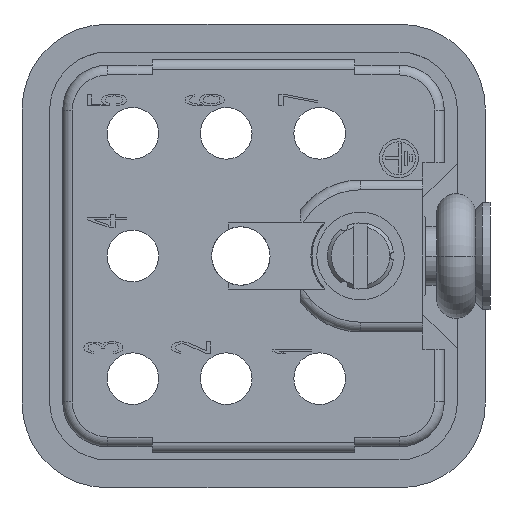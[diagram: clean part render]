
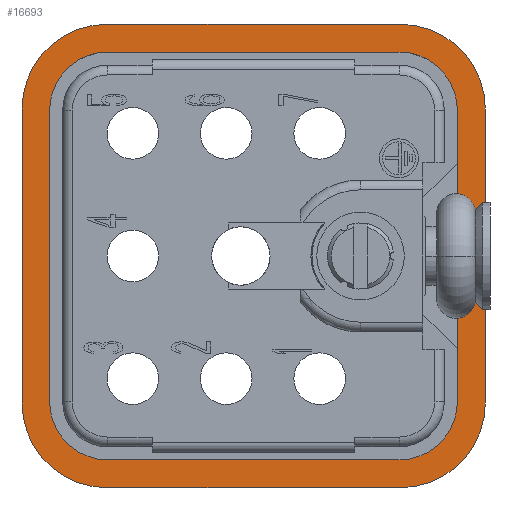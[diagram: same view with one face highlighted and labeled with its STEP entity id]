
A CAD part, front view. The second image highlights one B-rep face of the part: STEP entity #16693.
In plain terms, the highlighted planar face has unit normal (0, -1, 0).
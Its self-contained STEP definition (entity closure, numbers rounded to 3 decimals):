
#4611=DIRECTION('',(0.,0.,-1.));
#4612=VECTOR('',#4611,14.95);
#4613=CARTESIAN_POINT('',(10.467,-6.5,7.475));
#4614=LINE('',#4613,#4612);
#4643=DIRECTION('',(0.,0.,-1.));
#4644=VECTOR('',#4643,15.1);
#4645=CARTESIAN_POINT('',(-11.9,-6.5,7.55));
#4646=LINE('',#4645,#4644);
#4655=CARTESIAN_POINT('',(-7.55,-6.5,7.55));
#4656=DIRECTION('',(0.,-1.,0.));
#4657=DIRECTION('',(0.,0.,1.));
#4658=AXIS2_PLACEMENT_3D('',#4655,#4656,#4657);
#4664=DIRECTION('',(-1.,0.,0.));
#4665=VECTOR('',#4664,15.1);
#4666=CARTESIAN_POINT('',(7.55,-6.5,11.9));
#4667=LINE('',#4666,#4665);
#4672=CARTESIAN_POINT('',(7.55,-6.5,7.55));
#4673=DIRECTION('',(0.,-1.,0.));
#4674=DIRECTION('',(1.,0.,0.));
#4675=AXIS2_PLACEMENT_3D('',#4672,#4673,#4674);
#4681=DIRECTION('',(0.,0.,1.));
#4682=VECTOR('',#4681,15.1);
#4683=CARTESIAN_POINT('',(11.9,-6.5,-7.55));
#4684=LINE('',#4683,#4682);
#4689=CARTESIAN_POINT('',(7.55,-6.5,-7.55));
#4690=DIRECTION('',(0.,-1.,0.));
#4691=DIRECTION('',(0.,0.,-1.));
#4692=AXIS2_PLACEMENT_3D('',#4689,#4690,#4691);
#4698=DIRECTION('',(1.,0.,0.));
#4699=VECTOR('',#4698,15.1);
#4700=CARTESIAN_POINT('',(-7.55,-6.5,-11.9));
#4701=LINE('',#4700,#4699);
#4702=CARTESIAN_POINT('',(-7.55,-6.5,-7.55));
#4703=DIRECTION('',(0.,-1.,0.));
#4704=DIRECTION('',(-1.,0.,0.));
#4705=AXIS2_PLACEMENT_3D('',#4702,#4703,#4704);
#4743=CARTESIAN_POINT('',(-7.483,-6.5,-7.475));
#4744=DIRECTION('',(0.,1.,0.));
#4745=DIRECTION('',(0.,0.,-1.));
#4746=AXIS2_PLACEMENT_3D('',#4743,#4744,#4745);
#4766=DIRECTION('',(0.,0.,1.));
#4767=VECTOR('',#4766,14.95);
#4768=CARTESIAN_POINT('',(-10.483,-6.5,-7.475));
#4769=LINE('',#4768,#4767);
#4786=CARTESIAN_POINT('',(-7.483,-6.5,7.475));
#4787=DIRECTION('',(0.,1.,0.));
#4788=DIRECTION('',(-1.,0.,0.));
#4789=AXIS2_PLACEMENT_3D('',#4786,#4787,#4788);
#4835=DIRECTION('',(1.,0.,0.));
#4836=VECTOR('',#4835,14.95);
#4837=CARTESIAN_POINT('',(-7.483,-6.5,10.475));
#4838=LINE('',#4837,#4836);
#4863=CARTESIAN_POINT('',(7.467,-6.5,7.475));
#4864=DIRECTION('',(0.,1.,0.));
#4865=DIRECTION('',(0.,0.,1.));
#4866=AXIS2_PLACEMENT_3D('',#4863,#4864,#4865);
#5002=DIRECTION('',(-1.,0.,0.));
#5003=VECTOR('',#5002,14.95);
#5004=CARTESIAN_POINT('',(7.467,-6.5,-10.475));
#5005=LINE('',#5004,#5003);
#5022=CARTESIAN_POINT('',(7.467,-6.5,-7.475));
#5023=DIRECTION('',(0.,1.,0.));
#5024=DIRECTION('',(1.,0.,0.));
#5025=AXIS2_PLACEMENT_3D('',#5022,#5023,#5024);
#10845=CARTESIAN_POINT('',(-11.9,-6.5,-7.55));
#10847=VERTEX_POINT('',#10845);
#10849=CARTESIAN_POINT('',(-7.55,-6.5,-11.9));
#10851=VERTEX_POINT('',#10849);
#10853=CARTESIAN_POINT('',(7.55,-6.5,-11.9));
#10855=VERTEX_POINT('',#10853);
#10857=CARTESIAN_POINT('',(11.9,-6.5,-7.55));
#10859=VERTEX_POINT('',#10857);
#10861=CARTESIAN_POINT('',(11.9,-6.5,7.55));
#10863=VERTEX_POINT('',#10861);
#10865=CARTESIAN_POINT('',(7.55,-6.5,11.9));
#10867=VERTEX_POINT('',#10865);
#10869=CARTESIAN_POINT('',(-7.55,-6.5,11.9));
#10871=VERTEX_POINT('',#10869);
#10873=CARTESIAN_POINT('',(-11.9,-6.5,7.55));
#10875=VERTEX_POINT('',#10873);
#10877=CARTESIAN_POINT('',(-7.483,-6.5,-10.475));
#10878=CARTESIAN_POINT('',(-10.483,-6.5,-7.475));
#10879=VERTEX_POINT('',#10877);
#10880=VERTEX_POINT('',#10878);
#10885=CARTESIAN_POINT('',(-10.483,-6.5,7.475));
#10886=VERTEX_POINT('',#10885);
#10889=CARTESIAN_POINT('',(-7.483,-6.5,10.475));
#10890=VERTEX_POINT('',#10889);
#10893=CARTESIAN_POINT('',(7.467,-6.5,10.475));
#10894=VERTEX_POINT('',#10893);
#10897=CARTESIAN_POINT('',(10.467,-6.5,7.475));
#10898=VERTEX_POINT('',#10897);
#10901=CARTESIAN_POINT('',(10.467,-6.5,-7.475));
#10902=VERTEX_POINT('',#10901);
#10905=CARTESIAN_POINT('',(7.467,-6.5,-10.475));
#10906=VERTEX_POINT('',#10905);
#16653=CARTESIAN_POINT('',(-7.55,-6.5,-7.55));
#16654=DIRECTION('',(0.,-1.,0.));
#16655=DIRECTION('',(1.,0.,0.));
#16656=AXIS2_PLACEMENT_3D('',#16653,#16654,#16655);
#16657=PLANE('',#16656);
#16659=ORIENTED_EDGE('',*,*,#16658,.F.);
#16661=ORIENTED_EDGE('',*,*,#16660,.F.);
#16663=ORIENTED_EDGE('',*,*,#16662,.F.);
#16665=ORIENTED_EDGE('',*,*,#16664,.F.);
#16667=ORIENTED_EDGE('',*,*,#16666,.F.);
#16669=ORIENTED_EDGE('',*,*,#16668,.F.);
#16671=ORIENTED_EDGE('',*,*,#16670,.F.);
#16673=ORIENTED_EDGE('',*,*,#16672,.F.);
#16674=EDGE_LOOP('',(#16659,#16661,#16663,#16665,#16667,#16669,#16671,#16673));
#16675=FACE_OUTER_BOUND('',#16674,.F.);
#16677=ORIENTED_EDGE('',*,*,#16676,.F.);
#16679=ORIENTED_EDGE('',*,*,#16678,.F.);
#16681=ORIENTED_EDGE('',*,*,#16680,.F.);
#16682=ORIENTED_EDGE('',*,*,#16621,.F.);
#16684=ORIENTED_EDGE('',*,*,#16683,.F.);
#16686=ORIENTED_EDGE('',*,*,#16685,.F.);
#16688=ORIENTED_EDGE('',*,*,#16687,.F.);
#16690=ORIENTED_EDGE('',*,*,#16689,.F.);
#16691=EDGE_LOOP('',(#16677,#16679,#16681,#16682,#16684,#16686,#16688,#16690));
#16692=FACE_BOUND('',#16691,.F.);
#16693=ADVANCED_FACE('',(#16675,#16692),#16657,.T.);
#4659=CIRCLE('',#4658,4.35);
#4676=CIRCLE('',#4675,4.35);
#4693=CIRCLE('',#4692,4.35);
#4706=CIRCLE('',#4705,4.35);
#4747=CIRCLE('',#4746,3.);
#4790=CIRCLE('',#4789,3.);
#4867=CIRCLE('',#4866,3.);
#5026=CIRCLE('',#5025,3.);
#16621=EDGE_CURVE('',#10898,#10902,#4614,.T.);
#16658=EDGE_CURVE('',#10875,#10847,#4646,.T.);
#16660=EDGE_CURVE('',#10871,#10875,#4659,.T.);
#16662=EDGE_CURVE('',#10867,#10871,#4667,.T.);
#16664=EDGE_CURVE('',#10863,#10867,#4676,.T.);
#16666=EDGE_CURVE('',#10859,#10863,#4684,.T.);
#16668=EDGE_CURVE('',#10855,#10859,#4693,.T.);
#16670=EDGE_CURVE('',#10851,#10855,#4701,.T.);
#16672=EDGE_CURVE('',#10847,#10851,#4706,.T.);
#16676=EDGE_CURVE('',#10879,#10880,#4747,.T.);
#16678=EDGE_CURVE('',#10906,#10879,#5005,.T.);
#16680=EDGE_CURVE('',#10902,#10906,#5026,.T.);
#16683=EDGE_CURVE('',#10894,#10898,#4867,.T.);
#16685=EDGE_CURVE('',#10890,#10894,#4838,.T.);
#16687=EDGE_CURVE('',#10886,#10890,#4790,.T.);
#16689=EDGE_CURVE('',#10880,#10886,#4769,.T.);
